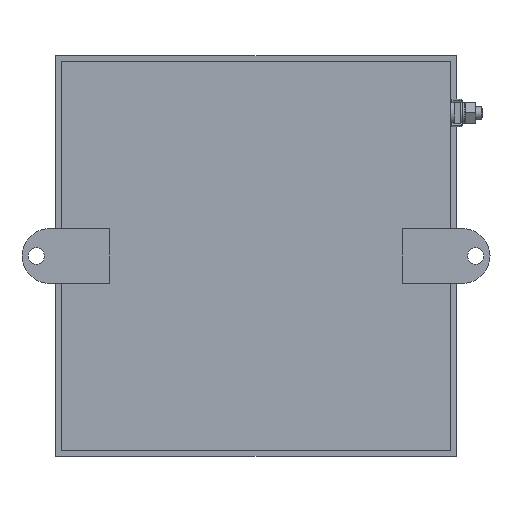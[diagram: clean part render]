
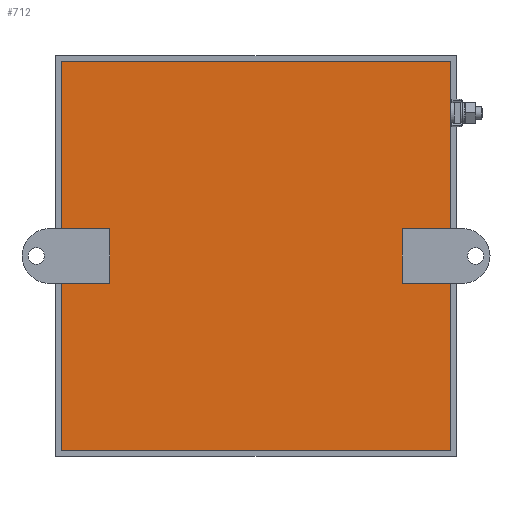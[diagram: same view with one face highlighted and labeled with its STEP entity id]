
A CAD part, front view. The second image highlights one B-rep face of the part: STEP entity #712.
In plain terms, the highlighted planar face has unit normal (0, -1, 0).
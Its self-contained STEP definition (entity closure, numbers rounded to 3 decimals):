
#712 = ADVANCED_FACE( '', ( #1445 ), #1446, .F. );
#1445 = FACE_OUTER_BOUND( '', #2411, .T. );
#1446 = PLANE( '', #2412 );
#2411 = EDGE_LOOP( '', ( #3807, #3808, #3809, #3810, #3811, #3812, #3813, #3814, #3815, #3816, #3817, #3818 ) );
#2412 = AXIS2_PLACEMENT_3D( '', #3819, #3820, #3821 );
#3807 = ORIENTED_EDGE( '', *, *, #5379, .T. );
#3808 = ORIENTED_EDGE( '', *, *, #5380, .T. );
#3809 = ORIENTED_EDGE( '', *, *, #5233, .F. );
#3810 = ORIENTED_EDGE( '', *, *, #5381, .F. );
#3811 = ORIENTED_EDGE( '', *, *, #5382, .F. );
#3812 = ORIENTED_EDGE( '', *, *, #5383, .T. );
#3813 = ORIENTED_EDGE( '', *, *, #5104, .T. );
#3814 = ORIENTED_EDGE( '', *, *, #5384, .T. );
#3815 = ORIENTED_EDGE( '', *, *, #5385, .F. );
#3816 = ORIENTED_EDGE( '', *, *, #5061, .F. );
#3817 = ORIENTED_EDGE( '', *, *, #5235, .F. );
#3818 = ORIENTED_EDGE( '', *, *, #5386, .T. );
#3819 = CARTESIAN_POINT( '', ( 0., 0., 0. ) );
#3820 = DIRECTION( '', ( 0., 1., 0. ) );
#3821 = DIRECTION( '', ( 0., 0., 1. ) );
#5061 = EDGE_CURVE( '', #5898, #5900, #5901, .T. );
#5104 = EDGE_CURVE( '', #5970, #5971, #5972, .T. );
#5233 = EDGE_CURVE( '', #6180, #6182, #6183, .T. );
#5235 = EDGE_CURVE( '', #6184, #5898, #6186, .T. );
#5379 = EDGE_CURVE( '', #6410, #6411, #6412, .T. );
#5380 = EDGE_CURVE( '', #6411, #6182, #6413, .T. );
#5381 = EDGE_CURVE( '', #6414, #6180, #6415, .T. );
#5382 = EDGE_CURVE( '', #6049, #6414, #6416, .T. );
#5383 = EDGE_CURVE( '', #6049, #5970, #6417, .T. );
#5384 = EDGE_CURVE( '', #5971, #6048, #6418, .T. );
#5385 = EDGE_CURVE( '', #5900, #6048, #6419, .T. );
#5386 = EDGE_CURVE( '', #6184, #6410, #6420, .T. );
#5898 = VERTEX_POINT( '', #7064 );
#5900 = VERTEX_POINT( '', #7067 );
#5901 = LINE( '', #7068, #7069 );
#5970 = VERTEX_POINT( '', #7158 );
#5971 = VERTEX_POINT( '', #7159 );
#5972 = LINE( '', #7160, #7161 );
#6048 = VERTEX_POINT( '', #7262 );
#6049 = VERTEX_POINT( '', #7263 );
#6180 = VERTEX_POINT( '', #7442 );
#6182 = VERTEX_POINT( '', #7445 );
#6183 = LINE( '', #7446, #7447 );
#6184 = VERTEX_POINT( '', #7448 );
#6186 = LINE( '', #7451, #7452 );
#6410 = VERTEX_POINT( '', #7775 );
#6411 = VERTEX_POINT( '', #7776 );
#6412 = LINE( '', #7777, #7778 );
#6413 = LINE( '', #7779, #7780 );
#6414 = VERTEX_POINT( '', #7781 );
#6415 = LINE( '', #7782, #7783 );
#6416 = LINE( '', #7784, #7785 );
#6417 = LINE( '', #7786, #7787 );
#6418 = LINE( '', #7788, #7789 );
#6419 = LINE( '', #7790, #7791 );
#6420 = LINE( '', #7792, #7793 );
#7064 = CARTESIAN_POINT( '', ( -95., 0., 95. ) );
#7067 = CARTESIAN_POINT( '', ( 95., 0., 95. ) );
#7068 = CARTESIAN_POINT( '', ( -95., 0., 95. ) );
#7069 = VECTOR( '', #8441, 1000. );
#7158 = CARTESIAN_POINT( '', ( 71.5, 0., -13.4 ) );
#7159 = CARTESIAN_POINT( '', ( 71.5, 0., 13.4 ) );
#7160 = CARTESIAN_POINT( '', ( 71.5, 0., -13.4 ) );
#7161 = VECTOR( '', #8501, 1000. );
#7262 = CARTESIAN_POINT( '', ( 95., 0., 13.4 ) );
#7263 = CARTESIAN_POINT( '', ( 95., 0., -13.4 ) );
#7442 = CARTESIAN_POINT( '', ( -95., 0., -95. ) );
#7445 = CARTESIAN_POINT( '', ( -95., 0., -13.4 ) );
#7446 = CARTESIAN_POINT( '', ( -95., 0., -95. ) );
#7447 = VECTOR( '', #8664, 1000. );
#7448 = CARTESIAN_POINT( '', ( -95., 0., 13.4 ) );
#7451 = CARTESIAN_POINT( '', ( -95., 0., -95. ) );
#7452 = VECTOR( '', #8666, 1000. );
#7775 = CARTESIAN_POINT( '', ( -71.5, 0., 13.4 ) );
#7776 = CARTESIAN_POINT( '', ( -71.5, 0., -13.4 ) );
#7777 = CARTESIAN_POINT( '', ( -71.5, 0., 13.4 ) );
#7778 = VECTOR( '', #8834, 1000. );
#7779 = CARTESIAN_POINT( '', ( -71.5, 0., -13.4 ) );
#7780 = VECTOR( '', #8835, 1000. );
#7781 = CARTESIAN_POINT( '', ( 95., 0., -95. ) );
#7782 = CARTESIAN_POINT( '', ( 95., 0., -95. ) );
#7783 = VECTOR( '', #8836, 1000. );
#7784 = CARTESIAN_POINT( '', ( 95., 0., 95. ) );
#7785 = VECTOR( '', #8837, 1000. );
#7786 = CARTESIAN_POINT( '', ( 101.1, 0., -13.4 ) );
#7787 = VECTOR( '', #8838, 1000. );
#7788 = CARTESIAN_POINT( '', ( 71.5, 0., 13.4 ) );
#7789 = VECTOR( '', #8839, 1000. );
#7790 = CARTESIAN_POINT( '', ( 95., 0., 95. ) );
#7791 = VECTOR( '', #8840, 1000. );
#7792 = CARTESIAN_POINT( '', ( 0., 0., 13.4 ) );
#7793 = VECTOR( '', #8841, 1000. );
#8441 = DIRECTION( '', ( 1., 0., 0. ) );
#8501 = DIRECTION( '', ( 0., 0., 1. ) );
#8664 = DIRECTION( '', ( 0., 0., 1. ) );
#8666 = DIRECTION( '', ( 0., 0., 1. ) );
#8834 = DIRECTION( '', ( 0., 0., -1. ) );
#8835 = DIRECTION( '', ( -1., 0., 0. ) );
#8836 = DIRECTION( '', ( -1., 0., 0. ) );
#8837 = DIRECTION( '', ( 0., 0., -1. ) );
#8838 = DIRECTION( '', ( -1., 0., 0. ) );
#8839 = DIRECTION( '', ( 1., 0., 0. ) );
#8840 = DIRECTION( '', ( 0., 0., -1. ) );
#8841 = DIRECTION( '', ( 1., 0., 0. ) );
